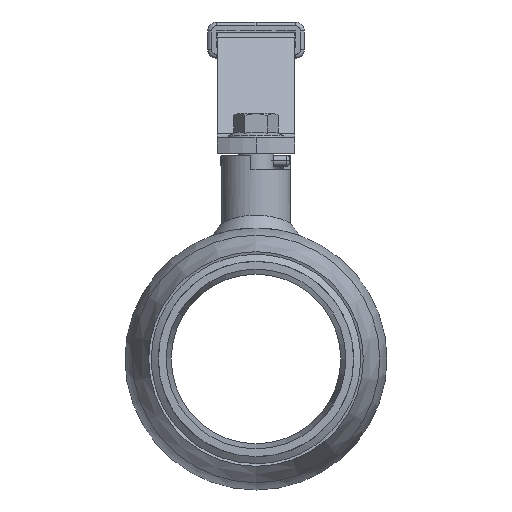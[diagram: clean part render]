
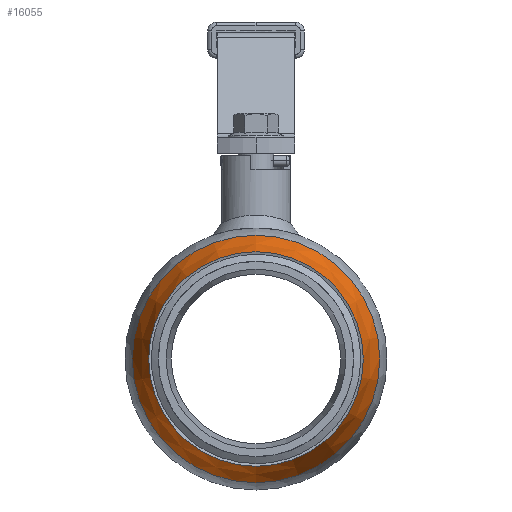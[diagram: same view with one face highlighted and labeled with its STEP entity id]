
A CAD part, front view. The second image highlights one B-rep face of the part: STEP entity #16055.
In plain terms, the highlighted conical face has half-angle 21.7 degrees and reference radius 48.165 mm.
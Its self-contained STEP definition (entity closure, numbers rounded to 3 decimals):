
#16005=CARTESIAN_POINT('',(0.,-48.923,0.));
#16006=DIRECTION('',(0.,1.,0.));
#16007=DIRECTION('',(0.,-0.,1.));
#16008=AXIS2_PLACEMENT_3D('',#16005,#16006,#16007);
#16009=CONICAL_SURFACE('',#16008,48.165,21.7);
#16010=CARTESIAN_POINT('',(0.,-48.923,48.165));
#16011=VERTEX_POINT('',#16010);
#16012=CARTESIAN_POINT('',(0.,-65.,41.768));
#16013=VERTEX_POINT('',#16012);
#16014=CARTESIAN_POINT('',(0.,-48.923,48.165));
#16015=DIRECTION('',(-0.,-0.929,-0.37));
#16016=VECTOR('',#16015,17.303);
#16017=LINE('',#16014,#16016);
#16018=EDGE_CURVE('',#16011,#16013,#16017,.T.);
#16019=ORIENTED_EDGE('',*,*,#16018,.T.);
#16020=CARTESIAN_POINT('',(-0.,-65.,-41.768));
#16021=VERTEX_POINT('',#16020);
#16022=CARTESIAN_POINT('',(0.,-65.,0.));
#16023=DIRECTION('',(0.,-1.,0.));
#16024=DIRECTION('',(0.,0.,-1.));
#16025=AXIS2_PLACEMENT_3D('',#16022,#16023,#16024);
#16026=CIRCLE('',#16025,41.768);
#16027=EDGE_CURVE('',#16021,#16013,#16026,.T.);
#16028=ORIENTED_EDGE('',*,*,#16027,.F.);
#16029=CARTESIAN_POINT('',(0.,-65.,0.));
#16030=DIRECTION('',(0.,-1.,0.));
#16031=DIRECTION('',(0.,0.,-1.));
#16032=AXIS2_PLACEMENT_3D('',#16029,#16030,#16031);
#16033=CIRCLE('',#16032,41.768);
#16034=EDGE_CURVE('',#16013,#16021,#16033,.T.);
#16035=ORIENTED_EDGE('',*,*,#16034,.F.);
#16036=ORIENTED_EDGE('',*,*,#16018,.F.);
#16037=CARTESIAN_POINT('',(-0.,-48.923,-48.165));
#16038=VERTEX_POINT('',#16037);
#16039=CARTESIAN_POINT('',(0.,-48.923,0.));
#16040=DIRECTION('',(0.,-1.,0.));
#16041=DIRECTION('',(0.,0.,-1.));
#16042=AXIS2_PLACEMENT_3D('',#16039,#16040,#16041);
#16043=CIRCLE('',#16042,48.165);
#16044=EDGE_CURVE('',#16011,#16038,#16043,.T.);
#16045=ORIENTED_EDGE('',*,*,#16044,.T.);
#16046=CARTESIAN_POINT('',(0.,-48.923,0.));
#16047=DIRECTION('',(0.,-1.,0.));
#16048=DIRECTION('',(0.,0.,-1.));
#16049=AXIS2_PLACEMENT_3D('',#16046,#16047,#16048);
#16050=CIRCLE('',#16049,48.165);
#16051=EDGE_CURVE('',#16038,#16011,#16050,.T.);
#16052=ORIENTED_EDGE('',*,*,#16051,.T.);
#16053=EDGE_LOOP('',(#16019,#16028,#16035,#16036,#16045,#16052));
#16054=FACE_BOUND('',#16053,.T.);
#16055=ADVANCED_FACE('',(#16054),#16009,.T.);
